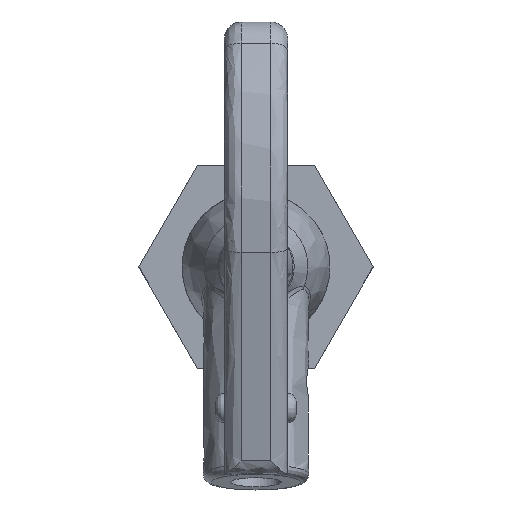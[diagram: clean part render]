
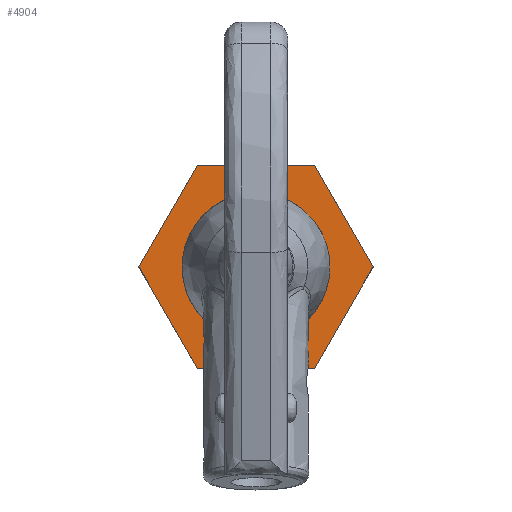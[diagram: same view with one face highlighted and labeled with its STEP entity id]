
A CAD part, top view. The second image highlights one B-rep face of the part: STEP entity #4904.
In plain terms, the highlighted free-form (B-spline) face has degree [1, 1] with [2, 2] control points.
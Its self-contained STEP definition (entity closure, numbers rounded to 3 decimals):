
#758 = VERTEX_POINT('',#759);
#759 = CARTESIAN_POINT('',(-15.432,-31.184,
    -1.671));
#764 = EDGE_CURVE('',#758,#765,#767,.T.);
#765 = VERTEX_POINT('',#766);
#766 = CARTESIAN_POINT('',(-30.864,-4.455,
    -1.671));
#767 = B_SPLINE_CURVE_WITH_KNOTS('',1,(#768,#769),.UNSPECIFIED.,.F.,.F.,
  (2,2),(-20.785,6.928),.PIECEWISE_BEZIER_KNOTS.);
#768 = CARTESIAN_POINT('',(-15.432,-31.184,
    -1.671));
#769 = CARTESIAN_POINT('',(-30.864,-4.455,
    -1.671));
#787 = VERTEX_POINT('',#788);
#788 = CARTESIAN_POINT('',(15.432,-31.184,
    -1.671));
#793 = EDGE_CURVE('',#787,#758,#794,.T.);
#794 = B_SPLINE_CURVE_WITH_KNOTS('',1,(#795,#796),.UNSPECIFIED.,.F.,.F.,
  (2,2),(-20.785,6.928),.PIECEWISE_BEZIER_KNOTS.);
#795 = CARTESIAN_POINT('',(15.432,-31.184,
    -1.671));
#796 = CARTESIAN_POINT('',(-15.432,-31.184,
    -1.671));
#810 = VERTEX_POINT('',#811);
#811 = CARTESIAN_POINT('',(30.864,-4.455,
    -1.671));
#816 = EDGE_CURVE('',#810,#787,#817,.T.);
#817 = B_SPLINE_CURVE_WITH_KNOTS('',1,(#818,#819),.UNSPECIFIED.,.F.,.F.,
  (2,2),(-20.785,6.928),.PIECEWISE_BEZIER_KNOTS.);
#818 = CARTESIAN_POINT('',(30.864,-4.455,
    -1.671));
#819 = CARTESIAN_POINT('',(15.432,-31.184,
    -1.671));
#4564 = EDGE_CURVE('',#4565,#4567,#4569,.T.);
#4565 = VERTEX_POINT('',#4566);
#4566 = CARTESIAN_POINT('',(0.,15.035,-1.671));
#4567 = VERTEX_POINT('',#4568);
#4568 = CARTESIAN_POINT('',(0.,-23.945,
    -1.671));
#4569 = ( BOUNDED_CURVE() B_SPLINE_CURVE(2,(#4570,#4571,#4572,#4573,
#4574),.UNSPECIFIED.,.F.,.F.) B_SPLINE_CURVE_WITH_KNOTS((3,2,3),(0.,
1.571,3.142),.PIECEWISE_BEZIER_KNOTS.) CURVE() 
GEOMETRIC_REPRESENTATION_ITEM() RATIONAL_B_SPLINE_CURVE((1.,
0.707,1.,0.707,1.)) REPRESENTATION_ITEM('') );
#4570 = CARTESIAN_POINT('',(0.,15.035,-1.671));
#4571 = CARTESIAN_POINT('',(19.49,15.035,
    -1.671));
#4572 = CARTESIAN_POINT('',(19.49,-4.455,
    -1.671));
#4573 = CARTESIAN_POINT('',(19.49,-23.945,
    -1.671));
#4574 = CARTESIAN_POINT('',(0.,-23.945,
    -1.671));
#4576 = EDGE_CURVE('',#4567,#4565,#4577,.T.);
#4577 = ( BOUNDED_CURVE() B_SPLINE_CURVE(2,(#4578,#4579,#4580,#4581,
#4582),.UNSPECIFIED.,.F.,.F.) B_SPLINE_CURVE_WITH_KNOTS((3,2,3),(
    3.142,4.712,6.283),
.PIECEWISE_BEZIER_KNOTS.) CURVE() GEOMETRIC_REPRESENTATION_ITEM() 
RATIONAL_B_SPLINE_CURVE((1.,0.707,1.,0.707,1.)) 
REPRESENTATION_ITEM('') );
#4578 = CARTESIAN_POINT('',(0.,-23.945,
    -1.671));
#4579 = CARTESIAN_POINT('',(-19.49,-23.945,
    -1.671));
#4580 = CARTESIAN_POINT('',(-19.49,-4.455,
    -1.671));
#4581 = CARTESIAN_POINT('',(-19.49,15.035,
    -1.671));
#4582 = CARTESIAN_POINT('',(0.,15.035,
    -1.671));
#4779 = EDGE_CURVE('',#765,#4780,#4782,.T.);
#4780 = VERTEX_POINT('',#4781);
#4781 = CARTESIAN_POINT('',(-15.432,22.274,
    -1.671));
#4782 = B_SPLINE_CURVE_WITH_KNOTS('',1,(#4783,#4784),.UNSPECIFIED.,.F.,
  .F.,(2,2),(-20.785,6.928),.PIECEWISE_BEZIER_KNOTS.);
#4783 = CARTESIAN_POINT('',(-30.864,-4.455,
    -1.671));
#4784 = CARTESIAN_POINT('',(-15.432,22.274,
    -1.671));
#4802 = VERTEX_POINT('',#4803);
#4803 = CARTESIAN_POINT('',(15.432,22.274,
    -1.671));
#4808 = EDGE_CURVE('',#4802,#810,#4809,.T.);
#4809 = B_SPLINE_CURVE_WITH_KNOTS('',1,(#4810,#4811),.UNSPECIFIED.,.F.,
  .F.,(2,2),(-20.785,6.928),.PIECEWISE_BEZIER_KNOTS.);
#4810 = CARTESIAN_POINT('',(15.432,22.274,
    -1.671));
#4811 = CARTESIAN_POINT('',(30.864,-4.455,
    -1.671));
#4825 = EDGE_CURVE('',#4780,#4802,#4826,.T.);
#4826 = B_SPLINE_CURVE_WITH_KNOTS('',1,(#4827,#4828),.UNSPECIFIED.,.F.,
  .F.,(2,2),(-20.785,6.928),.PIECEWISE_BEZIER_KNOTS.);
#4827 = CARTESIAN_POINT('',(-15.432,22.274,
    -1.671));
#4828 = CARTESIAN_POINT('',(15.432,22.274,
    -1.671));
#4904 = ADVANCED_FACE('',(#4905,#4913),#4917,.T.);
#4905 = FACE_BOUND('',#4906,.T.);
#4906 = EDGE_LOOP('',(#4907,#4908,#4909,#4910,#4911,#4912));
#4907 = ORIENTED_EDGE('',*,*,#4825,.F.);
#4908 = ORIENTED_EDGE('',*,*,#4779,.F.);
#4909 = ORIENTED_EDGE('',*,*,#764,.F.);
#4910 = ORIENTED_EDGE('',*,*,#793,.F.);
#4911 = ORIENTED_EDGE('',*,*,#816,.F.);
#4912 = ORIENTED_EDGE('',*,*,#4808,.F.);
#4913 = FACE_BOUND('',#4914,.T.);
#4914 = EDGE_LOOP('',(#4915,#4916));
#4915 = ORIENTED_EDGE('',*,*,#4564,.T.);
#4916 = ORIENTED_EDGE('',*,*,#4576,.T.);
#4917 = B_SPLINE_SURFACE_WITH_KNOTS('',1,1,(
    (#4918,#4919)
    ,(#4920,#4921
    )),.UNSPECIFIED.,.F.,.F.,.F.,(2,2),(2,2),(-27.713,
    27.713),(-48.,0.),.PIECEWISE_BEZIER_KNOTS.);
#4918 = CARTESIAN_POINT('',(-30.864,-31.184,
    -1.671));
#4919 = CARTESIAN_POINT('',(-30.864,22.274,
    -1.671));
#4920 = CARTESIAN_POINT('',(30.864,-31.184,
    -1.671));
#4921 = CARTESIAN_POINT('',(30.864,22.274,
    -1.671));
